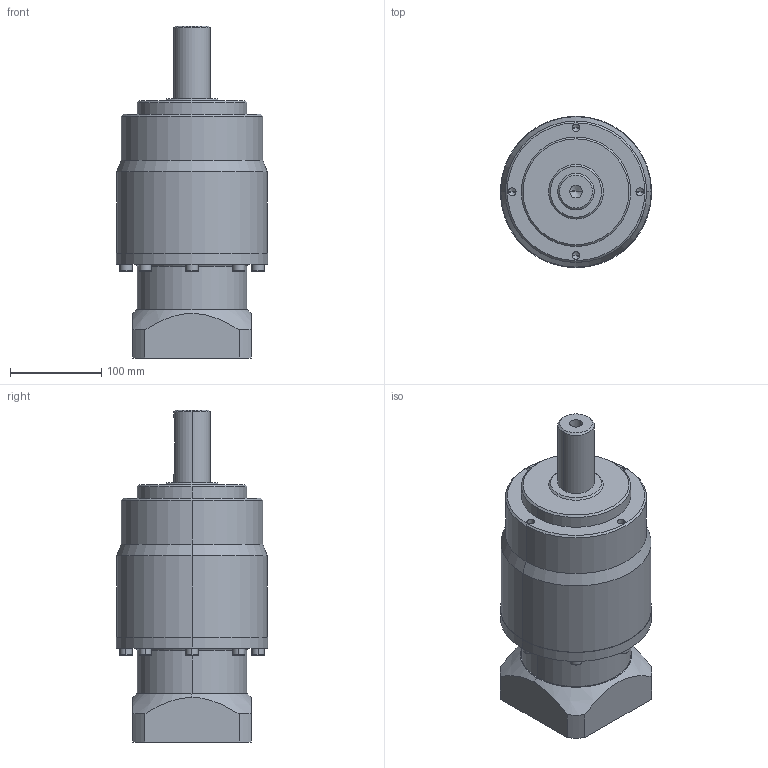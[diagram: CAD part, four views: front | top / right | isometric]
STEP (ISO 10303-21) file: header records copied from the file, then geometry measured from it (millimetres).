
FILE_DESCRIPTION((''),'2;1');
FILE_NAME('VRL155-S2-L3','2022-06-14T13:17:36',('Administrator'),(''),'CREO PARAMETRIC BY PTC INC, 2019010','CREO PARAMETRIC BY PTC INC, 2019010','');
FILE_SCHEMA(('CONFIG_CONTROL_DESIGN'));
Length unit declared in the file: millimetre
Products named in the file (1): VRL155-S2-L3
Bounding box: 166 x 166 x 364 mm (x, y, z)
Volume: 4715666.5 mm3; surface area: 228904.6 mm2
Topology: 1 solids, 1 shells, 293 faces, 713 edges, 448 vertices
Faces by surface type: plane 127, cylinder 80, torus 52, cone 34
Entity records: 8762 total; most frequent: CARTESIAN_POINT 1696, DIRECTION 1568, ORIENTED_EDGE 1390, EDGE_CURVE 695, AXIS2_PLACEMENT_3D 604, VERTEX_POINT 448, VECTOR 360, LINE 360
